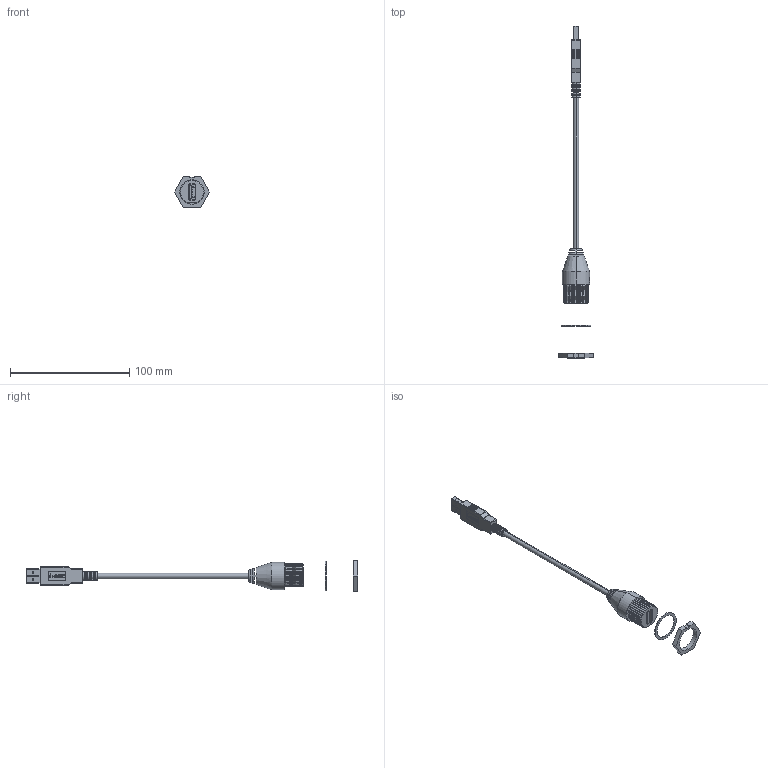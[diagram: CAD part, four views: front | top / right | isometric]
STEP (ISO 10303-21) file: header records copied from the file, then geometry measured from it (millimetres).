
FILE_DESCRIPTION (( 'STEP AP214' ), '1' );
FILE_NAME ('WPUSBAX-05M.STEP', '2008-02-08T13:29:34', ( ' ' ), ( ' ' ), 'SwSTEP 2.0', 'SolidWorks 2007', '' );
FILE_SCHEMA (( 'AUTOMOTIVE_DESIGN' ));
Length unit declared in the file: inch
Products named in the file (8): MTN-062; WPUSBAX-05M-MA1; 3AB06-004_WITH LOGO; 3AB06-001; WPUSBAF-MA2; WPUSBAF-MA1; WPUSBAX-MA1; WPUSBAX-05M
Assembly tree (7 placements, depth 3):
  WPUSBAX-05M
    WPUSBAX-05M-MA1
    WPUSBAX-MA1
    WPUSBAF-MA1
    3AB06-004_WITH LOGO
      MTN-062
      3AB06-001
    WPUSBAF-MA2
Bounding box: 29.33 x 278.91 x 25.4 mm (x, y, z)
Volume: 7735 mm3; surface area: 12399.4 mm2
Topology: 5 solids, 7 shells, 741 faces, 1995 edges, 1304 vertices
Faces by surface type: plane 451, cylinder 126, bspline 84, cone 62, sphere 12, torus 6
Entity records: 29466 total; most frequent: CARTESIAN_POINT 9256, ORIENTED_EDGE 3962, DIRECTION 3435, EDGE_CURVE 1983, VERTEX_POINT 1304, VECTOR 1285, LINE 1285, AXIS2_PLACEMENT_3D 1075
